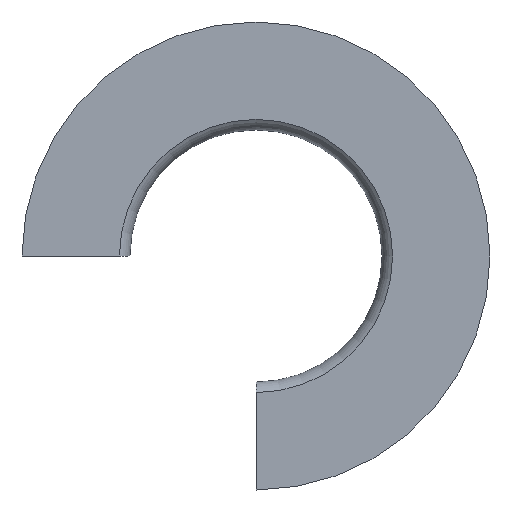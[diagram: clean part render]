
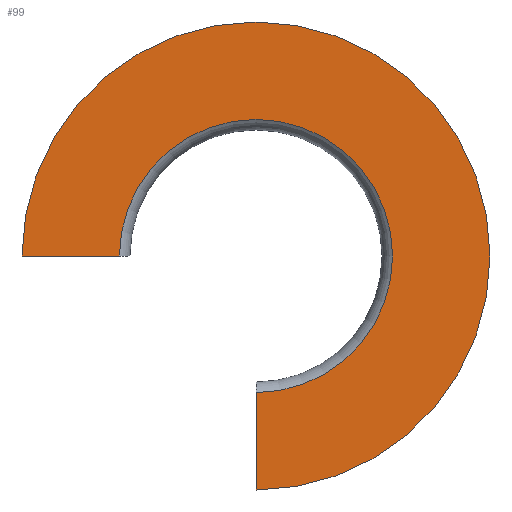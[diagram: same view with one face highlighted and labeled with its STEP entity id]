
A CAD part, left-side view. The second image highlights one B-rep face of the part: STEP entity #99.
In plain terms, the highlighted planar face has unit normal (-1, 0, 0).
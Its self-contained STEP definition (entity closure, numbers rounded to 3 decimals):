
#21=FACE_OUTER_BOUND('',#27,.T.);
#27=EDGE_LOOP('',(#71,#72,#73,#74));
#33=CIRCLE('',#121,4.904);
#34=CIRCLE('',#122,8.404);
#39=LINE('',#174,#45);
#40=LINE('',#178,#46);
#45=VECTOR('',#139,10.);
#46=VECTOR('',#142,10.);
#51=VERTEX_POINT('',#172);
#52=VERTEX_POINT('',#173);
#53=VERTEX_POINT('',#175);
#54=VERTEX_POINT('',#177);
#59=EDGE_CURVE('',#51,#52,#39,.T.);
#60=EDGE_CURVE('',#51,#53,#33,.T.);
#61=EDGE_CURVE('',#54,#53,#40,.T.);
#62=EDGE_CURVE('',#52,#54,#34,.T.);
#71=ORIENTED_EDGE('',*,*,#59,.F.);
#72=ORIENTED_EDGE('',*,*,#60,.T.);
#73=ORIENTED_EDGE('',*,*,#61,.F.);
#74=ORIENTED_EDGE('',*,*,#62,.F.);
#95=PLANE('',#120);
#99=ADVANCED_FACE('',(#21),#95,.T.);
#120=AXIS2_PLACEMENT_3D('',#171,#137,#138);
#121=AXIS2_PLACEMENT_3D('',#176,#140,#141);
#122=AXIS2_PLACEMENT_3D('',#179,#143,#144);
#137=DIRECTION('center_axis',(-1.,0.,0.));
#138=DIRECTION('ref_axis',(0.,0.,1.));
#139=DIRECTION('',(0.,1.,0.));
#140=DIRECTION('center_axis',(1.,0.,0.));
#141=DIRECTION('ref_axis',(0.,1.,0.));
#142=DIRECTION('',(0.,0.,1.));
#143=DIRECTION('center_axis',(1.,0.,0.));
#144=DIRECTION('ref_axis',(0.,1.,0.));
#171=CARTESIAN_POINT('Origin',(17.1,26.154,0.));
#172=CARTESIAN_POINT('',(17.1,22.654,0.));
#173=CARTESIAN_POINT('',(17.1,26.154,0.));
#174=CARTESIAN_POINT('',(17.1,22.654,0.));
#175=CARTESIAN_POINT('',(17.1,17.75,-4.904));
#176=CARTESIAN_POINT('Origin',(17.1,17.75,0.));
#177=CARTESIAN_POINT('',(17.1,17.75,-8.404));
#178=CARTESIAN_POINT('',(17.1,17.75,-4.904));
#179=CARTESIAN_POINT('Origin',(17.1,17.75,0.));
